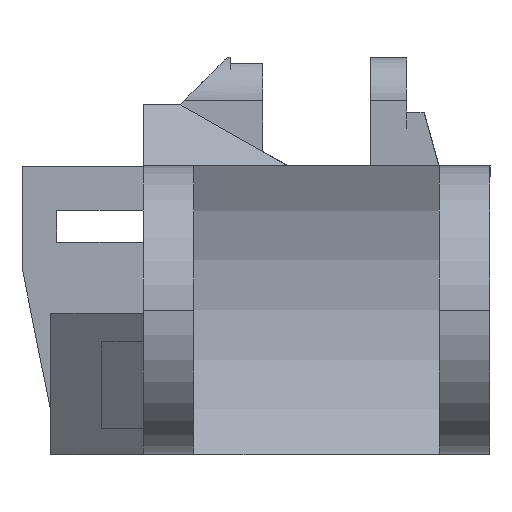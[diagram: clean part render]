
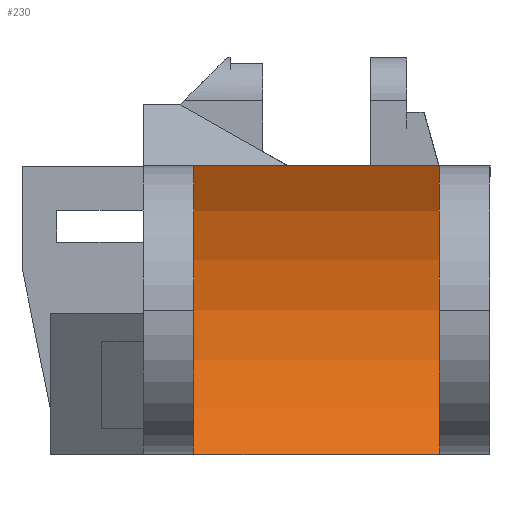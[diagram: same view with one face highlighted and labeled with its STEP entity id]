
A CAD part, left-side view. The second image highlights one B-rep face of the part: STEP entity #230.
In plain terms, the highlighted cylindrical face has radius 20 mm (diameter 40 mm), a partial arc.
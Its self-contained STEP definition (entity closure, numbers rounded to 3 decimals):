
#37 = CARTESIAN_POINT ( 'NONE',  ( 113.321, 5.006, -5.95 ) ) ;
#230 = ADVANCED_FACE ( 'NONE', ( #418 ), #1261, .F. ) ;
#336 = VERTEX_POINT ( 'NONE', #37 ) ;
#392 = ORIENTED_EDGE ( 'NONE', *, *, #661, .T. ) ;
#398 = AXIS2_PLACEMENT_3D ( 'NONE', #4273, #4325, #873 ) ;
#418 = FACE_OUTER_BOUND ( 'NONE', #605, .T. ) ;
#524 = VERTEX_POINT ( 'NONE', #1786 ) ;
#605 = EDGE_LOOP ( 'NONE', ( #1564, #392, #3801, #3585 ) ) ;
#661 = EDGE_CURVE ( 'NONE', #4703, #524, #1608, .T. ) ;
#873 = DIRECTION ( 'NONE',  ( -1., 0., 0. ) ) ;
#954 = AXIS2_PLACEMENT_3D ( 'NONE', #2051, #3270, #3714 ) ;
#1230 = CARTESIAN_POINT ( 'NONE',  ( 113.321, 5.006, 14.05 ) ) ;
#1235 = DIRECTION ( 'NONE',  ( 0., 1., 0. ) ) ;
#1261 = CYLINDRICAL_SURFACE ( 'NONE', #3779, 20. ) ;
#1563 = VECTOR ( 'NONE', #2375, 1000. ) ;
#1564 = ORIENTED_EDGE ( 'NONE', *, *, #3641, .F. ) ;
#1608 = LINE ( 'NONE', #1230, #1563 ) ;
#1786 = CARTESIAN_POINT ( 'NONE',  ( 113.321, 22.006, 14.05 ) ) ;
#1931 = EDGE_CURVE ( 'NONE', #336, #4547, #2537, .T. ) ;
#2051 = CARTESIAN_POINT ( 'NONE',  ( 96., 5.006, 4.05 ) ) ;
#2334 = DIRECTION ( 'NONE',  ( -1., 0., 0. ) ) ;
#2375 = DIRECTION ( 'NONE',  ( 0., 1., 0. ) ) ;
#2537 = LINE ( 'NONE', #3256, #4201 ) ;
#3256 = CARTESIAN_POINT ( 'NONE',  ( 113.321, 5.006, -5.95 ) ) ;
#3270 = DIRECTION ( 'NONE',  ( 0., 1., 0. ) ) ;
#3280 = CARTESIAN_POINT ( 'NONE',  ( 113.321, 22.006, -5.95 ) ) ;
#3585 = ORIENTED_EDGE ( 'NONE', *, *, #1931, .F. ) ;
#3641 = EDGE_CURVE ( 'NONE', #4703, #336, #3652, .T. ) ;
#3652 = CIRCLE ( 'NONE', #954, 20. ) ;
#3714 = DIRECTION ( 'NONE',  ( -1., 0., 0. ) ) ;
#3749 = CARTESIAN_POINT ( 'NONE',  ( 113.321, 5.006, 14.05 ) ) ;
#3779 = AXIS2_PLACEMENT_3D ( 'NONE', #4261, #1235, #2334 ) ;
#3801 = ORIENTED_EDGE ( 'NONE', *, *, #4063, .T. ) ;
#4063 = EDGE_CURVE ( 'NONE', #524, #4547, #4587, .T. ) ;
#4201 = VECTOR ( 'NONE', #4799, 1000. ) ;
#4261 = CARTESIAN_POINT ( 'NONE',  ( 96., 5.006, 4.05 ) ) ;
#4273 = CARTESIAN_POINT ( 'NONE',  ( 96., 22.006, 4.05 ) ) ;
#4325 = DIRECTION ( 'NONE',  ( 0., 1., 0. ) ) ;
#4547 = VERTEX_POINT ( 'NONE', #3280 ) ;
#4587 = CIRCLE ( 'NONE', #398, 20. ) ;
#4703 = VERTEX_POINT ( 'NONE', #3749 ) ;
#4799 = DIRECTION ( 'NONE',  ( 0., 1., 0. ) ) ;
